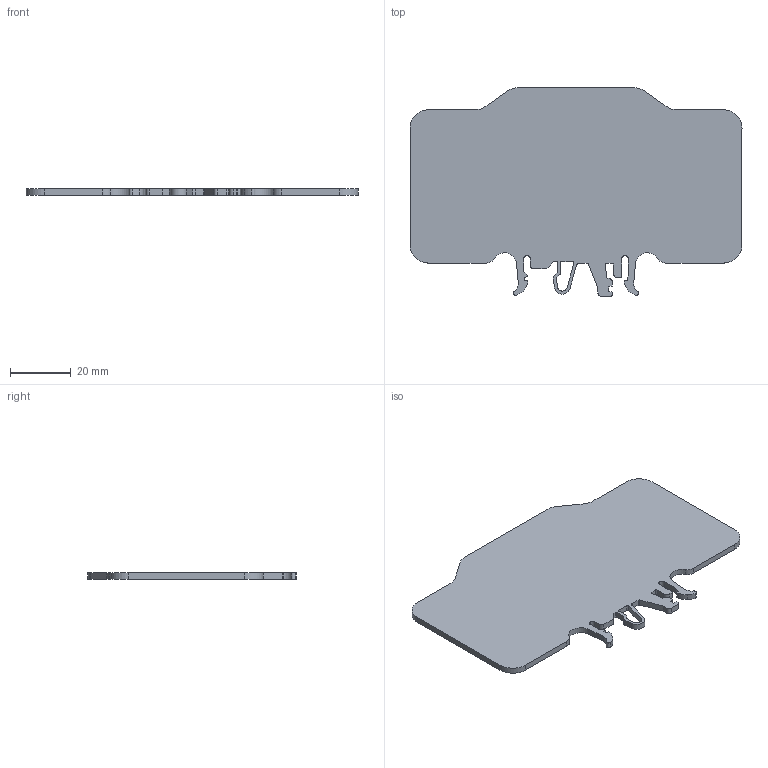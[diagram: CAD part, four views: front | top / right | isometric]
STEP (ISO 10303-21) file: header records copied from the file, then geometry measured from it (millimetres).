
FILE_DESCRIPTION (( 'STEP AP203' ), '1' );
FILE_NAME ('KN-STRNG-2GRY.step', '2025-09-30T20:24:05', ( '' ), ( '' ), 'SwSTEP 2.0', 'SolidWorks 2024', '' );
FILE_SCHEMA (( 'CONFIG_CONTROL_DESIGN' ));
Length unit declared in the file: millimetre
Products named in the file (1): KN-STRNG-2GRY
Bounding box: 109 x 68.37 x 2 mm (x, y, z)
Volume: 11855.6 mm3; surface area: 12759.8 mm2
Topology: 1 solids, 1 shells, 99 faces, 291 edges, 194 vertices
Faces by surface type: plane 52, cylinder 47
Entity records: 3400 total; most frequent: DIRECTION 585, CARTESIAN_POINT 585, ORIENTED_EDGE 582, EDGE_CURVE 291, VECTOR 197, LINE 197, VERTEX_POINT 194, AXIS2_PLACEMENT_3D 194
